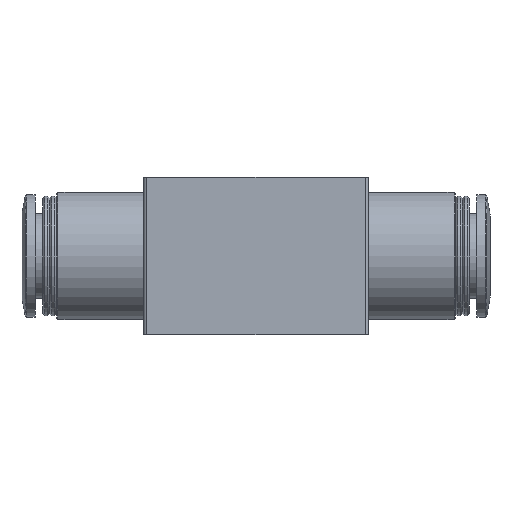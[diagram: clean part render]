
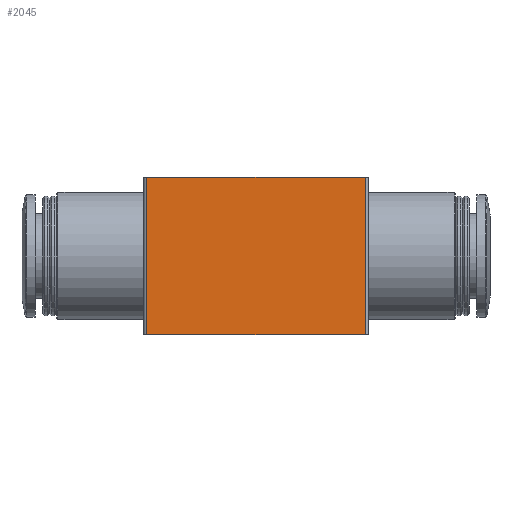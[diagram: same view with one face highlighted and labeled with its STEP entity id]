
A CAD part, front view. The second image highlights one B-rep face of the part: STEP entity #2045.
In plain terms, the highlighted planar face has unit normal (0, -1, 0).
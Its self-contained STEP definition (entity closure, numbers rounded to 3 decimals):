
#142=LINE('',#3009,#232);
#143=LINE('',#3013,#233);
#144=LINE('',#3015,#234);
#145=LINE('',#3017,#235);
#232=VECTOR('',#2426,1000.);
#233=VECTOR('',#2431,1000.);
#234=VECTOR('',#2432,1000.);
#235=VECTOR('',#2433,1000.);
#365=ORIENTED_EDGE('',*,*,#724,.T.);
#366=ORIENTED_EDGE('',*,*,#725,.F.);
#367=ORIENTED_EDGE('',*,*,#726,.F.);
#368=ORIENTED_EDGE('',*,*,#722,.T.);
#722=EDGE_CURVE('',#897,#896,#142,.T.);
#724=EDGE_CURVE('',#896,#898,#143,.T.);
#725=EDGE_CURVE('',#899,#898,#144,.T.);
#726=EDGE_CURVE('',#897,#899,#145,.T.);
#896=VERTEX_POINT('',#3008);
#897=VERTEX_POINT('',#3010);
#898=VERTEX_POINT('',#3014);
#899=VERTEX_POINT('',#3016);
#1060=EDGE_LOOP('',(#365,#366,#367,#368));
#1202=FACE_BOUND('',#1060,.T.);
#1335=PLANE('',#2163);
#2045=ADVANCED_FACE('',(#1202),#1335,.F.);
#2163=AXIS2_PLACEMENT_3D('',#3012,#2429,#2430);
#2426=DIRECTION('',(0.,0.,-1.));
#2429=DIRECTION('',(0.,1.,0.));
#2430=DIRECTION('',(0.,0.,1.));
#2431=DIRECTION('',(1.,0.,0.));
#2432=DIRECTION('',(0.,0.,-1.));
#2433=DIRECTION('',(1.,0.,0.));
#3008=CARTESIAN_POINT('',(-15.,-10.5,-10.85));
#3009=CARTESIAN_POINT('',(-15.,-10.5,10.85));
#3010=CARTESIAN_POINT('',(-15.,-10.5,10.85));
#3012=CARTESIAN_POINT('',(-15.,-10.5,10.85));
#3013=CARTESIAN_POINT('',(-15.,-10.5,-10.85));
#3014=CARTESIAN_POINT('',(15.,-10.5,-10.85));
#3015=CARTESIAN_POINT('',(15.,-10.5,10.85));
#3016=CARTESIAN_POINT('',(15.,-10.5,10.85));
#3017=CARTESIAN_POINT('',(-15.,-10.5,10.85));
